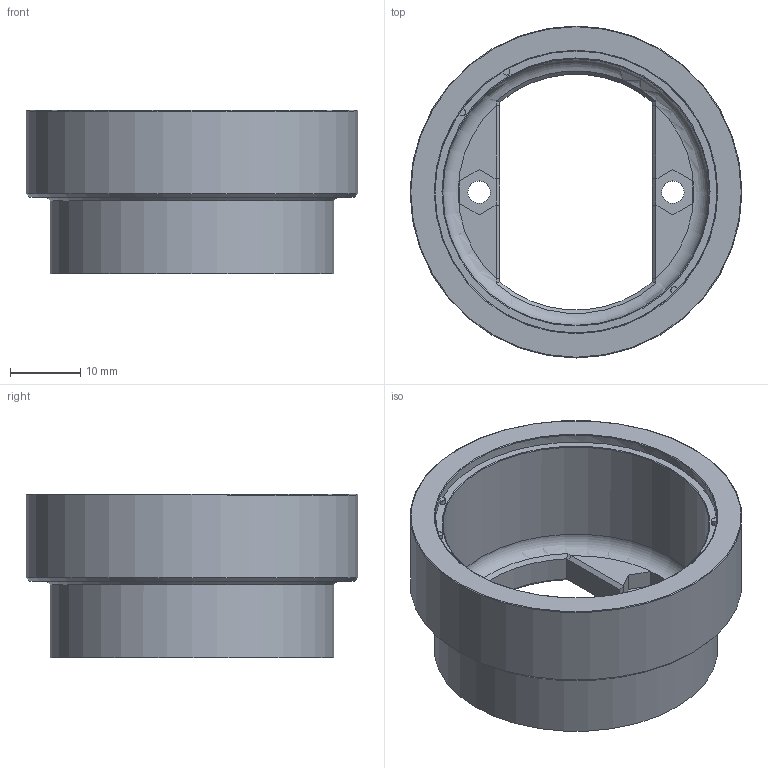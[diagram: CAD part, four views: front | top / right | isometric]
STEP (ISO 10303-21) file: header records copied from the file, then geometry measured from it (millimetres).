
FILE_DESCRIPTION(/* description */ (''),/* implementation_level */ '2;1');
FILE_NAME(/* name */ 'Trackpad Mount.step',/* time_stamp */ '2023-08-05T02:08:38+01:00',/* author */ (''),/* organization */ (''),/* preprocessor_version */ 'ST-DEVELOPER v20',/* originating_system */ 'Autodesk Translation Framework v12.9.0.99',/* authorisation */ '');
FILE_SCHEMA (('AUTOMOTIVE_DESIGN { 1 0 10303 214 3 1 1 }'));
Length unit declared in the file: millimetre
Products named in the file (1): Trackpad Mount
Bounding box: 47.3 x 47.3 x 23.31 mm (x, y, z)
Volume: 11139 mm3; surface area: 7886.2 mm2
Topology: 1 solids, 1 shells, 66 faces, 169 edges, 107 vertices
Faces by surface type: plane 41, cylinder 8, bspline 7, cone 6, torus 4
Full cylindrical faces by diameter (mm): 3.2 x2, 38 x1, 40.2 x1, 40.4 x1, 47.3 x1
Entity records: 2260 total; most frequent: CARTESIAN_POINT 644, ORIENTED_EDGE 338, DIRECTION 306, EDGE_CURVE 169, LINE 108, VECTOR 108, VERTEX_POINT 107, AXIS2_PLACEMENT_3D 99
